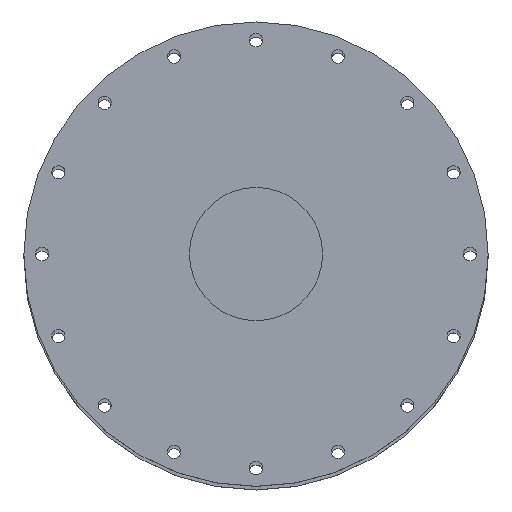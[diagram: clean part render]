
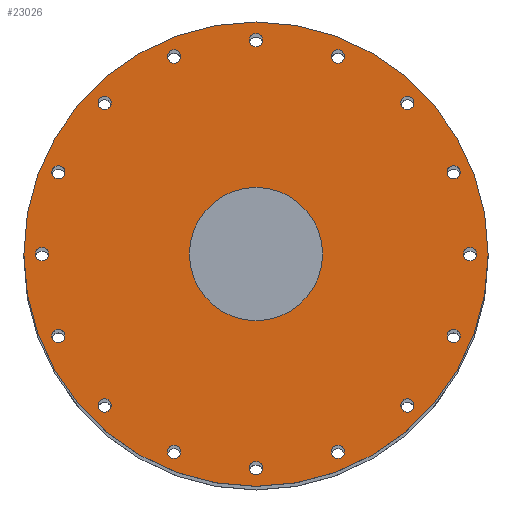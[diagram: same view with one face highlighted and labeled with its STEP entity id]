
A CAD part, top view. The second image highlights one B-rep face of the part: STEP entity #23026.
In plain terms, the highlighted planar face has unit normal (0, 0, 1).
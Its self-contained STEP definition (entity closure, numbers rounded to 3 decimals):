
#1262=FACE_BOUND('',#4720,.T.);
#1263=FACE_BOUND('',#4721,.T.);
#1264=FACE_BOUND('',#4722,.T.);
#1265=FACE_BOUND('',#4723,.T.);
#1266=FACE_BOUND('',#4724,.T.);
#1267=FACE_BOUND('',#4725,.T.);
#1268=FACE_BOUND('',#4726,.T.);
#1269=FACE_BOUND('',#4727,.T.);
#1270=FACE_BOUND('',#4728,.T.);
#1271=FACE_BOUND('',#4729,.T.);
#1272=FACE_BOUND('',#4730,.T.);
#1273=FACE_BOUND('',#4731,.T.);
#1274=FACE_BOUND('',#4732,.T.);
#1275=FACE_BOUND('',#4733,.T.);
#1276=FACE_BOUND('',#4734,.T.);
#1277=FACE_BOUND('',#4735,.T.);
#1278=FACE_BOUND('',#4736,.T.);
#1794=PLANE('',#25127);
#2897=FACE_OUTER_BOUND('',#4719,.T.);
#4719=EDGE_LOOP('',(#21018));
#4720=EDGE_LOOP('',(#21019));
#4721=EDGE_LOOP('',(#21020));
#4722=EDGE_LOOP('',(#21021));
#4723=EDGE_LOOP('',(#21022));
#4724=EDGE_LOOP('',(#21023));
#4725=EDGE_LOOP('',(#21024));
#4726=EDGE_LOOP('',(#21025));
#4727=EDGE_LOOP('',(#21026));
#4728=EDGE_LOOP('',(#21027));
#4729=EDGE_LOOP('',(#21028));
#4730=EDGE_LOOP('',(#21029));
#4731=EDGE_LOOP('',(#21030));
#4732=EDGE_LOOP('',(#21031));
#4733=EDGE_LOOP('',(#21032));
#4734=EDGE_LOOP('',(#21033));
#4735=EDGE_LOOP('',(#21034));
#4736=EDGE_LOOP('',(#21035));
#9265=CIRCLE('',#25125,14.);
#9267=CIRCLE('',#25128,57.5);
#9268=CIRCLE('',#25129,1.65);
#9269=CIRCLE('',#25130,1.65);
#9270=CIRCLE('',#25131,1.65);
#9271=CIRCLE('',#25132,1.65);
#9272=CIRCLE('',#25133,1.65);
#9273=CIRCLE('',#25134,1.65);
#9274=CIRCLE('',#25135,1.65);
#9275=CIRCLE('',#25136,1.65);
#9276=CIRCLE('',#25137,1.65);
#9277=CIRCLE('',#25138,1.65);
#9278=CIRCLE('',#25139,1.65);
#9279=CIRCLE('',#25140,1.65);
#9280=CIRCLE('',#25141,1.65);
#9281=CIRCLE('',#25142,1.65);
#9282=CIRCLE('',#25143,1.65);
#9283=CIRCLE('',#25144,1.65);
#11429=VERTEX_POINT('',#58163);
#11431=VERTEX_POINT('',#58169);
#11432=VERTEX_POINT('',#58171);
#11433=VERTEX_POINT('',#58173);
#11434=VERTEX_POINT('',#58175);
#11435=VERTEX_POINT('',#58177);
#11436=VERTEX_POINT('',#58179);
#11437=VERTEX_POINT('',#58181);
#11438=VERTEX_POINT('',#58183);
#11439=VERTEX_POINT('',#58185);
#11440=VERTEX_POINT('',#58187);
#11441=VERTEX_POINT('',#58189);
#11442=VERTEX_POINT('',#58191);
#11443=VERTEX_POINT('',#58193);
#11444=VERTEX_POINT('',#58195);
#11445=VERTEX_POINT('',#58197);
#11446=VERTEX_POINT('',#58199);
#11447=VERTEX_POINT('',#58201);
#14638=EDGE_CURVE('',#11429,#11429,#9265,.T.);
#14641=EDGE_CURVE('',#11431,#11431,#9267,.T.);
#14642=EDGE_CURVE('',#11432,#11432,#9268,.T.);
#14643=EDGE_CURVE('',#11433,#11433,#9269,.T.);
#14644=EDGE_CURVE('',#11434,#11434,#9270,.T.);
#14645=EDGE_CURVE('',#11435,#11435,#9271,.T.);
#14646=EDGE_CURVE('',#11436,#11436,#9272,.T.);
#14647=EDGE_CURVE('',#11437,#11437,#9273,.T.);
#14648=EDGE_CURVE('',#11438,#11438,#9274,.T.);
#14649=EDGE_CURVE('',#11439,#11439,#9275,.T.);
#14650=EDGE_CURVE('',#11440,#11440,#9276,.T.);
#14651=EDGE_CURVE('',#11441,#11441,#9277,.T.);
#14652=EDGE_CURVE('',#11442,#11442,#9278,.T.);
#14653=EDGE_CURVE('',#11443,#11443,#9279,.T.);
#14654=EDGE_CURVE('',#11444,#11444,#9280,.T.);
#14655=EDGE_CURVE('',#11445,#11445,#9281,.T.);
#14656=EDGE_CURVE('',#11446,#11446,#9282,.T.);
#14657=EDGE_CURVE('',#11447,#11447,#9283,.T.);
#21018=ORIENTED_EDGE('',*,*,#14641,.T.);
#21019=ORIENTED_EDGE('',*,*,#14638,.T.);
#21020=ORIENTED_EDGE('',*,*,#14642,.T.);
#21021=ORIENTED_EDGE('',*,*,#14643,.T.);
#21022=ORIENTED_EDGE('',*,*,#14644,.T.);
#21023=ORIENTED_EDGE('',*,*,#14645,.T.);
#21024=ORIENTED_EDGE('',*,*,#14646,.T.);
#21025=ORIENTED_EDGE('',*,*,#14647,.T.);
#21026=ORIENTED_EDGE('',*,*,#14648,.T.);
#21027=ORIENTED_EDGE('',*,*,#14649,.T.);
#21028=ORIENTED_EDGE('',*,*,#14650,.T.);
#21029=ORIENTED_EDGE('',*,*,#14651,.T.);
#21030=ORIENTED_EDGE('',*,*,#14652,.T.);
#21031=ORIENTED_EDGE('',*,*,#14653,.T.);
#21032=ORIENTED_EDGE('',*,*,#14654,.T.);
#21033=ORIENTED_EDGE('',*,*,#14655,.T.);
#21034=ORIENTED_EDGE('',*,*,#14656,.T.);
#21035=ORIENTED_EDGE('',*,*,#14657,.T.);
#23026=ADVANCED_FACE('',(#2897,#1262,#1263,#1264,#1265,#1266,#1267,#1268,
#1269,#1270,#1271,#1272,#1273,#1274,#1275,#1276,#1277,#1278),#1794,.F.);
#25125=AXIS2_PLACEMENT_3D('',#58164,#30992,#30993);
#25127=AXIS2_PLACEMENT_3D('',#58168,#30997,#30998);
#25128=AXIS2_PLACEMENT_3D('',#58170,#30999,#31000);
#25129=AXIS2_PLACEMENT_3D('',#58172,#31001,#31002);
#25130=AXIS2_PLACEMENT_3D('',#58174,#31003,#31004);
#25131=AXIS2_PLACEMENT_3D('',#58176,#31005,#31006);
#25132=AXIS2_PLACEMENT_3D('',#58178,#31007,#31008);
#25133=AXIS2_PLACEMENT_3D('',#58180,#31009,#31010);
#25134=AXIS2_PLACEMENT_3D('',#58182,#31011,#31012);
#25135=AXIS2_PLACEMENT_3D('',#58184,#31013,#31014);
#25136=AXIS2_PLACEMENT_3D('',#58186,#31015,#31016);
#25137=AXIS2_PLACEMENT_3D('',#58188,#31017,#31018);
#25138=AXIS2_PLACEMENT_3D('',#58190,#31019,#31020);
#25139=AXIS2_PLACEMENT_3D('',#58192,#31021,#31022);
#25140=AXIS2_PLACEMENT_3D('',#58194,#31023,#31024);
#25141=AXIS2_PLACEMENT_3D('',#58196,#31025,#31026);
#25142=AXIS2_PLACEMENT_3D('',#58198,#31027,#31028);
#25143=AXIS2_PLACEMENT_3D('',#58200,#31029,#31030);
#25144=AXIS2_PLACEMENT_3D('',#58202,#31031,#31032);
#30992=DIRECTION('center_axis',(0.,0.,-1.));
#30993=DIRECTION('ref_axis',(-1.,0.,0.));
#30997=DIRECTION('center_axis',(0.,0.,-1.));
#30998=DIRECTION('ref_axis',(1.,0.,0.));
#30999=DIRECTION('center_axis',(0.,0.,1.));
#31000=DIRECTION('ref_axis',(1.,0.,0.));
#31001=DIRECTION('center_axis',(0.,0.,-1.));
#31002=DIRECTION('ref_axis',(1.,0.,0.));
#31003=DIRECTION('center_axis',(0.,0.,-1.));
#31004=DIRECTION('ref_axis',(1.,0.,0.));
#31005=DIRECTION('center_axis',(0.,0.,-1.));
#31006=DIRECTION('ref_axis',(1.,0.,0.));
#31007=DIRECTION('center_axis',(0.,0.,-1.));
#31008=DIRECTION('ref_axis',(1.,0.,0.));
#31009=DIRECTION('center_axis',(0.,0.,-1.));
#31010=DIRECTION('ref_axis',(1.,0.,0.));
#31011=DIRECTION('center_axis',(0.,0.,-1.));
#31012=DIRECTION('ref_axis',(1.,0.,0.));
#31013=DIRECTION('center_axis',(0.,0.,-1.));
#31014=DIRECTION('ref_axis',(1.,0.,0.));
#31015=DIRECTION('center_axis',(0.,0.,-1.));
#31016=DIRECTION('ref_axis',(1.,0.,0.));
#31017=DIRECTION('center_axis',(0.,0.,-1.));
#31018=DIRECTION('ref_axis',(1.,0.,0.));
#31019=DIRECTION('center_axis',(0.,0.,-1.));
#31020=DIRECTION('ref_axis',(1.,0.,0.));
#31021=DIRECTION('center_axis',(0.,0.,-1.));
#31022=DIRECTION('ref_axis',(1.,0.,0.));
#31023=DIRECTION('center_axis',(0.,0.,-1.));
#31024=DIRECTION('ref_axis',(1.,0.,0.));
#31025=DIRECTION('center_axis',(0.,0.,-1.));
#31026=DIRECTION('ref_axis',(1.,0.,0.));
#31027=DIRECTION('center_axis',(0.,0.,-1.));
#31028=DIRECTION('ref_axis',(1.,0.,0.));
#31029=DIRECTION('center_axis',(0.,0.,-1.));
#31030=DIRECTION('ref_axis',(1.,0.,0.));
#31031=DIRECTION('center_axis',(0.,0.,-1.));
#31032=DIRECTION('ref_axis',(1.,0.,0.));
#58163=CARTESIAN_POINT('',(14.,0.,482.5));
#58164=CARTESIAN_POINT('Origin',(0.,0.,482.5));
#58168=CARTESIAN_POINT('Origin',(0.467,0.,
482.5));
#58169=CARTESIAN_POINT('',(-57.5,0.,482.5));
#58170=CARTESIAN_POINT('Origin',(0.,0.,
482.5));
#58171=CARTESIAN_POINT('',(18.632,-48.966,482.5));
#58172=CARTESIAN_POINT('Origin',(20.282,-48.966,482.5));
#58173=CARTESIAN_POINT('',(-50.616,-20.282,482.5));
#58174=CARTESIAN_POINT('Origin',(-48.966,-20.282,482.5));
#58175=CARTESIAN_POINT('',(-21.932,48.966,482.5));
#58176=CARTESIAN_POINT('Origin',(-20.282,48.966,482.5));
#58177=CARTESIAN_POINT('',(47.316,20.282,482.5));
#58178=CARTESIAN_POINT('Origin',(48.966,20.282,482.5));
#58179=CARTESIAN_POINT('',(35.827,37.477,482.5));
#58180=CARTESIAN_POINT('Origin',(37.477,37.477,482.5));
#58181=CARTESIAN_POINT('',(-39.127,37.477,482.5));
#58182=CARTESIAN_POINT('Origin',(-37.477,37.477,482.5));
#58183=CARTESIAN_POINT('',(-39.127,-37.477,482.5));
#58184=CARTESIAN_POINT('Origin',(-37.477,-37.477,482.5));
#58185=CARTESIAN_POINT('',(35.827,-37.477,482.5));
#58186=CARTESIAN_POINT('Origin',(37.477,-37.477,482.5));
#58187=CARTESIAN_POINT('',(-1.65,-53.,482.5));
#58188=CARTESIAN_POINT('Origin',(0.,-53.,
482.5));
#58189=CARTESIAN_POINT('',(-54.65,0.,482.5));
#58190=CARTESIAN_POINT('Origin',(-53.,0.,
482.5));
#58191=CARTESIAN_POINT('',(-1.65,53.,482.5));
#58192=CARTESIAN_POINT('Origin',(0.,53.,
482.5));
#58193=CARTESIAN_POINT('',(51.35,0.,482.5));
#58194=CARTESIAN_POINT('Origin',(53.,0.,
482.5));
#58195=CARTESIAN_POINT('',(18.632,48.966,482.5));
#58196=CARTESIAN_POINT('Origin',(20.282,48.966,482.5));
#58197=CARTESIAN_POINT('',(-50.616,20.282,482.5));
#58198=CARTESIAN_POINT('Origin',(-48.966,20.282,482.5));
#58199=CARTESIAN_POINT('',(-21.932,-48.966,482.5));
#58200=CARTESIAN_POINT('Origin',(-20.282,-48.966,482.5));
#58201=CARTESIAN_POINT('',(47.316,-20.282,482.5));
#58202=CARTESIAN_POINT('Origin',(48.966,-20.282,482.5));
